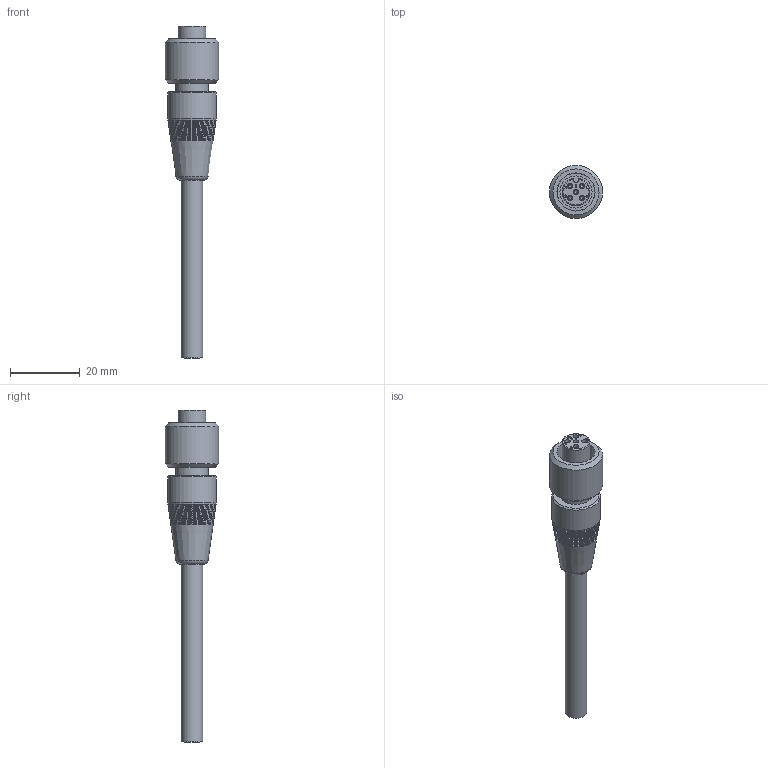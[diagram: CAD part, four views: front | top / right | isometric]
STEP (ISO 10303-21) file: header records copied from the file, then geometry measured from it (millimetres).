
FILE_DESCRIPTION(/* description */ (''),/* implementation_level */ '2;1');
FILE_NAME(/* name */ 'M2N.stp',/* time_stamp */ '2017-05-04T15:23:30-04:00',/* author */ ('aneininger'),/* organization */ ('CONNECTION TECHNOLOGY CENTER'),/* preprocessor_version */ 'ST-DEVELOPER v16.5',/* originating_system */ 'Autodesk Inventor 2017',/* authorisation */ '');
FILE_SCHEMA (('AUTOMOTIVE_DESIGN { 1 0 10303 214 3 1 1 }'));
Length unit declared in the file: inch
Products named in the file (1): M2N
Bounding box: 15.23 x 15.23 x 95.14 mm (x, y, z)
Volume: 6625.8 mm3; surface area: 4252.2 mm2
Topology: 1 solids, 1 shells, 335 faces, 672 edges, 449 vertices
Faces by surface type: plane 163, cylinder 94, bspline 45, cone 30, torus 3
Full cylindrical faces by diameter (mm): 0.127 x19, 0.203 x38, 1.143 x5, 3.353 x1, 3.988 x1, 4.115 x1, 4.142 x1, 4.267 x1, 6.223 x1, 9.423 x1, 9.677 x1, 10.795 x1, 10.922 x1, 11.974 x1, 12.119 x1, 12.265 x1, 12.41 x1, 12.555 x1, 12.7 x2, 12.845 x1, 12.99 x1, 13.135 x1, 13.281 x1, 13.426 x1, 13.571 x1, 13.97 x1, 15.24 x1
Entity records: 8794 total; most frequent: CARTESIAN_POINT 1998, DIRECTION 1270, ORIENTED_EDGE 1062, EDGE_LOOP 566, AXIS2_PLACEMENT_3D 539, EDGE_CURVE 527, VERTEX_POINT 423, STYLED_ITEM 336
